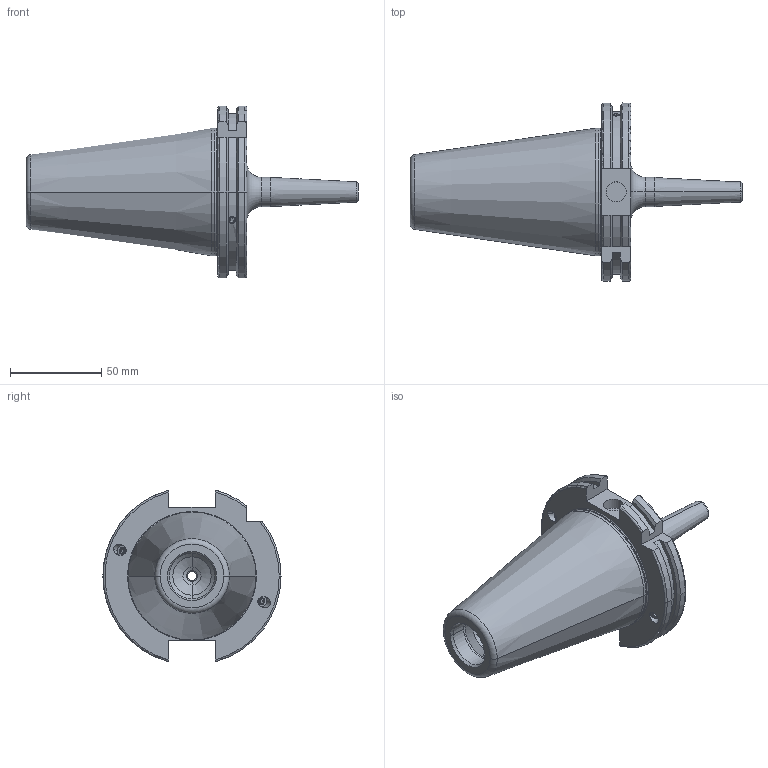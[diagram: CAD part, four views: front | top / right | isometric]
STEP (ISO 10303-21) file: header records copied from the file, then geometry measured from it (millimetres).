
FILE_DESCRIPTION (( 'STEP AP203' ), '1' );
FILE_NAME ('FWS509H-SFS05080.STEP', '2024-08-30T10:35:35', ( '' ), ( '' ), 'SwSTEP 2.0', 'SolidWorks 2024', '' );
FILE_SCHEMA (( 'CONFIG_CONTROL_DESIGN' ));
Length unit declared in the file: millimetre
Products named in the file (5): GS-M4X4-COATING_DIN 913 - M4 x 4-N; SK50SFS05080FWW; GS-M4X4_DIN 913 - M4 x 4-N; FWS509H-SFS05080
Assembly tree (6 placements, depth 3):
  FWS509H-SFS05080
    SK50SFS05080FWW
      SK50SFS05080FWW
      GS-M4X4_DIN 913 - M4 x 4-N  x2
      GS-M4X4-COATING_DIN 913 - M4 x 4-N  x2
Bounding box: 181.75 x 97.5 x 94.05 mm (x, y, z)
Volume: 342313.9 mm3; surface area: 47264.6 mm2
Topology: 5 solids, 5 shells, 254 faces, 611 edges, 379 vertices
Faces by surface type: cone 98, cylinder 75, plane 61, torus 20
Entity records: 6537 total; most frequent: CARTESIAN_POINT 1526, DIRECTION 1002, ORIENTED_EDGE 894, EDGE_CURVE 447, AXIS2_PLACEMENT_3D 403, VERTEX_POINT 277, CIRCLE 207, EDGE_LOOP 206
